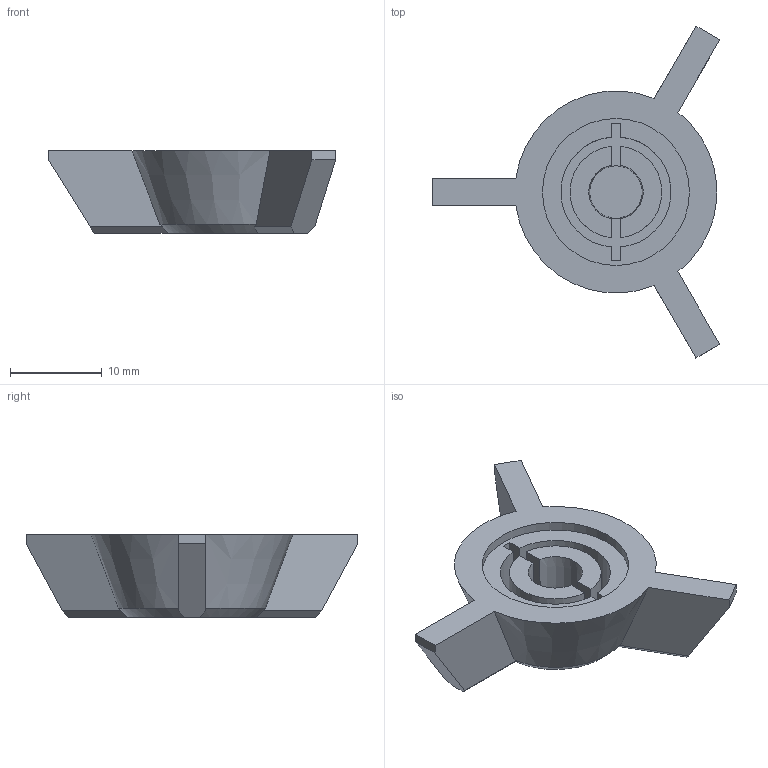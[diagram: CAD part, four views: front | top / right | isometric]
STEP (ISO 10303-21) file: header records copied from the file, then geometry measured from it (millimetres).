
FILE_DESCRIPTION(/* description */ (''),/* implementation_level */ '2;1');
FILE_NAME(/* name */ 'MINI-knob.stp',/* time_stamp */ '2019',/* author */ ('Robert Turinsky'),/* organization */ (''),/* preprocessor_version */ 'ST-DEVELOPER v17.2',/* originating_system */ 'Autodesk Inventor 2019',/* authorisation */ '');
FILE_SCHEMA (('AUTOMOTIVE_DESIGN { 1 0 10303 214 3 1 1 }'));
Length unit declared in the file: millimetre
Products named in the file (1): MINI-knob
Bounding box: 31.3 x 36.14 x 9 mm (x, y, z)
Volume: 2517.6 mm3; surface area: 2420.1 mm2
Topology: 1 solids, 1 shells, 50 faces, 133 edges, 88 vertices
Faces by surface type: plane 35, cone 10, cylinder 5
Full cylindrical faces by diameter (mm): 16 x1
Entity records: 1565 total; most frequent: CARTESIAN_POINT 324, ORIENTED_EDGE 266, DIRECTION 238, EDGE_CURVE 133, VERTEX_POINT 88, AXIS2_PLACEMENT_3D 80, LINE 78, VECTOR 78
